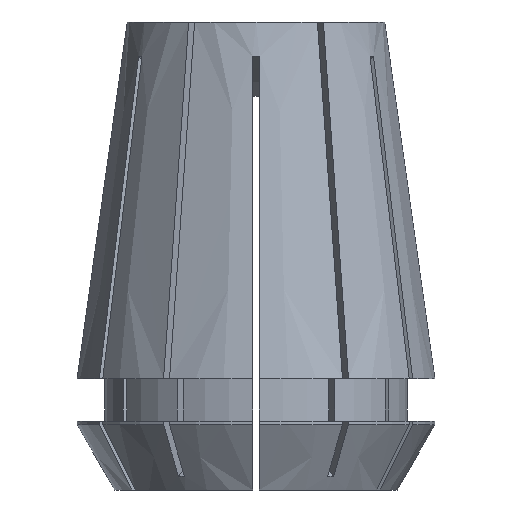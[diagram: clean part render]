
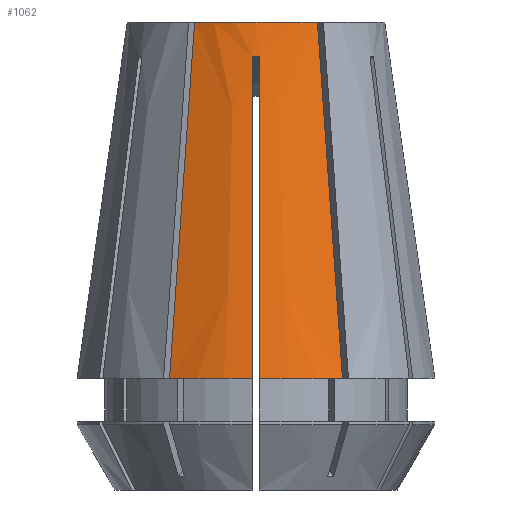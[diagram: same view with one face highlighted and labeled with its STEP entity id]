
A CAD part, front view. The second image highlights one B-rep face of the part: STEP entity #1062.
In plain terms, the highlighted conical face has half-angle 8 degrees and reference radius 13 mm.
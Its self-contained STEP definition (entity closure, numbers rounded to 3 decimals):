
#48 = EDGE_CURVE ( 'NONE', #4277, #2341, #1374, .T. ) ;
#69 = VERTEX_POINT ( 'NONE', #3285 ) ;
#70 = CARTESIAN_POINT ( 'NONE',  ( 6.282, -11.382, -25.9 ) ) ;
#115 = VERTEX_POINT ( 'NONE', #1408 ) ;
#252 = B_SPLINE_CURVE_WITH_KNOTS ( 'NONE', 3,
 ( #2264, #3399, #849, #804, #1914, #3412, #70 ),
 .UNSPECIFIED., .F., .F.,
 ( 4, 3, 4 ),
 ( 0., 0.016, 0.026 ),
 .UNSPECIFIED. ) ;
#259 = ORIENTED_EDGE ( 'NONE', *, *, #915, .T. ) ;
#412 = CARTESIAN_POINT ( 'NONE',  ( 0.25, -9.709, -2.502 ) ) ;
#432 = CARTESIAN_POINT ( 'NONE',  ( -4.462, -8.228, 0. ) ) ;
#505 = CARTESIAN_POINT ( 'NONE',  ( 0.25, -9.709, -2.502 ) ) ;
#530 = DIRECTION ( 'NONE',  ( 1., 0., 0. ) ) ;
#583 = CARTESIAN_POINT ( 'NONE',  ( 0., 0., 0. ) ) ;
#742 = EDGE_CURVE ( 'NONE', #69, #1095, #2166, .T. ) ;
#804 = CARTESIAN_POINT ( 'NONE',  ( 5.606, -10.21, -16.273 ) ) ;
#806 = EDGE_CURVE ( 'NONE', #4056, #3557, #3441, .T. ) ;
#849 = CARTESIAN_POINT ( 'NONE',  ( 5.225, -9.549, -10.849 ) ) ;
#859 = ORIENTED_EDGE ( 'NONE', *, *, #806, .T. ) ;
#915 = EDGE_CURVE ( 'NONE', #2193, #69, #1172, .T. ) ;
#967 = CARTESIAN_POINT ( 'NONE',  ( 6.282, -11.382, -25.9 ) ) ;
#973 = EDGE_LOOP ( 'NONE', ( #3079, #3005, #259, #3000, #4415, #859, #3480, #1473 ) ) ;
#1062 = ADVANCED_FACE ( 'NONE', ( #2617 ), #1127, .T. ) ;
#1095 = VERTEX_POINT ( 'NONE', #3810 ) ;
#1127 = CONICAL_SURFACE ( 'NONE', #4509, 13., 0.14 ) ;
#1159 = CARTESIAN_POINT ( 'NONE',  ( 0.25, -11.902, -18.101 ) ) ;
#1172 = B_SPLINE_CURVE_WITH_KNOTS ( 'NONE', 3,
 ( #2381, #3917, #1669, #2346, #2041, #3109, #4636 ),
 .UNSPECIFIED., .F., .F.,
 ( 4, 3, 4 ),
 ( 0., 0.016, 0.026 ),
 .UNSPECIFIED. ) ;
#1223 = CARTESIAN_POINT ( 'NONE',  ( 0.25, -12.998, -25.9 ) ) ;
#1309 = DIRECTION ( 'NONE',  ( 1., 0., 0. ) ) ;
#1326 = DIRECTION ( 'NONE',  ( 0., 0., 1. ) ) ;
#1374 = CIRCLE ( 'NONE', #3710, 13. ) ;
#1408 = CARTESIAN_POINT ( 'NONE',  ( 4.462, -8.228, 0. ) ) ;
#1473 = ORIENTED_EDGE ( 'NONE', *, *, #48, .T. ) ;
#1617 = CARTESIAN_POINT ( 'NONE',  ( 0.083, -9.713, -2.499 ) ) ;
#1640 = CIRCLE ( 'NONE', #2469, 9.36 ) ;
#1669 = CARTESIAN_POINT ( 'NONE',  ( -5.225, -9.549, -10.849 ) ) ;
#1914 = CARTESIAN_POINT ( 'NONE',  ( 5.831, -10.6, -19.482 ) ) ;
#1953 = AXIS2_PLACEMENT_3D ( 'NONE', #3160, #1326, #530 ) ;
#2005 = CARTESIAN_POINT ( 'NONE',  ( -0.083, -9.713, -2.499 ) ) ;
#2022 = CARTESIAN_POINT ( 'NONE',  ( -0.25, -9.709, -2.502 ) ) ;
#2041 = CARTESIAN_POINT ( 'NONE',  ( -5.831, -10.6, -19.482 ) ) ;
#2131 = EDGE_CURVE ( 'NONE', #115, #2341, #252, .T. ) ;
#2163 = EDGE_CURVE ( 'NONE', #4277, #3557, #3897, .T. ) ;
#2166 = CIRCLE ( 'NONE', #1953, 13. ) ;
#2193 = VERTEX_POINT ( 'NONE', #432 ) ;
#2264 = CARTESIAN_POINT ( 'NONE',  ( 4.462, -8.228, 0. ) ) ;
#2341 = VERTEX_POINT ( 'NONE', #967 ) ;
#2343 = DIRECTION ( 'NONE',  ( -1., 0., 0. ) ) ;
#2346 = CARTESIAN_POINT ( 'NONE',  ( -5.606, -10.21, -16.273 ) ) ;
#2381 = CARTESIAN_POINT ( 'NONE',  ( -4.462, -8.228, 0. ) ) ;
#2469 = AXIS2_PLACEMENT_3D ( 'NONE', #583, #3958, #1309 ) ;
#2617 = FACE_OUTER_BOUND ( 'NONE', #973, .T. ) ;
#2703 = CARTESIAN_POINT ( 'NONE',  ( -0.25, -9.709, -2.502 ) ) ;
#2774 = EDGE_CURVE ( 'NONE', #1095, #4056, #3122, .T. ) ;
#3000 = ORIENTED_EDGE ( 'NONE', *, *, #742, .T. ) ;
#3005 = ORIENTED_EDGE ( 'NONE', *, *, #3061, .F. ) ;
#3018 = CARTESIAN_POINT ( 'NONE',  ( 0.25, -10.805, -10.301 ) ) ;
#3038 = CARTESIAN_POINT ( 'NONE',  ( 0.25, -9.709, -2.502 ) ) ;
#3061 = EDGE_CURVE ( 'NONE', #2193, #115, #1640, .T. ) ;
#3079 = ORIENTED_EDGE ( 'NONE', *, *, #2131, .F. ) ;
#3109 = CARTESIAN_POINT ( 'NONE',  ( -6.057, -10.991, -22.691 ) ) ;
#3122 = B_SPLINE_CURVE_WITH_KNOTS ( 'NONE', 3,
 ( #4121, #4167, #4204, #3807 ),
 .UNSPECIFIED., .F., .F.,
 ( 4, 4 ),
 ( 0.018, 0.042 ),
 .UNSPECIFIED. ) ;
#3160 = CARTESIAN_POINT ( 'NONE',  ( 0., 0., -25.9 ) ) ;
#3285 = CARTESIAN_POINT ( 'NONE',  ( -6.282, -11.382, -25.9 ) ) ;
#3303 = CARTESIAN_POINT ( 'NONE',  ( 0., 0., -25.9 ) ) ;
#3399 = CARTESIAN_POINT ( 'NONE',  ( 4.843, -8.889, -5.424 ) ) ;
#3412 = CARTESIAN_POINT ( 'NONE',  ( 6.057, -10.991, -22.691 ) ) ;
#3441 = B_SPLINE_CURVE_WITH_KNOTS ( 'NONE', 3,
 ( #2022, #2005, #1617, #505 ),
 .UNSPECIFIED., .F., .F.,
 ( 4, 4 ),
 ( 0., 0.001 ),
 .UNSPECIFIED. ) ;
#3480 = ORIENTED_EDGE ( 'NONE', *, *, #2163, .F. ) ;
#3557 = VERTEX_POINT ( 'NONE', #3038 ) ;
#3710 = AXIS2_PLACEMENT_3D ( 'NONE', #3303, #4732, #4397 ) ;
#3786 = CARTESIAN_POINT ( 'NONE',  ( 0., 0., -25.9 ) ) ;
#3807 = CARTESIAN_POINT ( 'NONE',  ( -0.25, -9.709, -2.502 ) ) ;
#3810 = CARTESIAN_POINT ( 'NONE',  ( -0.25, -12.998, -25.9 ) ) ;
#3897 = B_SPLINE_CURVE_WITH_KNOTS ( 'NONE', 3,
 ( #1223, #1159, #3018, #412 ),
 .UNSPECIFIED., .F., .F.,
 ( 4, 4 ),
 ( 0.018, 0.042 ),
 .UNSPECIFIED. ) ;
#3917 = CARTESIAN_POINT ( 'NONE',  ( -4.843, -8.889, -5.424 ) ) ;
#3958 = DIRECTION ( 'NONE',  ( 0., 0., 1. ) ) ;
#4056 = VERTEX_POINT ( 'NONE', #2703 ) ;
#4121 = CARTESIAN_POINT ( 'NONE',  ( -0.25, -12.998, -25.9 ) ) ;
#4167 = CARTESIAN_POINT ( 'NONE',  ( -0.25, -11.902, -18.101 ) ) ;
#4192 = DIRECTION ( 'NONE',  ( 0., 0., -1. ) ) ;
#4204 = CARTESIAN_POINT ( 'NONE',  ( -0.25, -10.805, -10.301 ) ) ;
#4225 = CARTESIAN_POINT ( 'NONE',  ( 0.25, -12.998, -25.9 ) ) ;
#4277 = VERTEX_POINT ( 'NONE', #4225 ) ;
#4397 = DIRECTION ( 'NONE',  ( 1., 0., 0. ) ) ;
#4415 = ORIENTED_EDGE ( 'NONE', *, *, #2774, .T. ) ;
#4509 = AXIS2_PLACEMENT_3D ( 'NONE', #3786, #4192, #2343 ) ;
#4636 = CARTESIAN_POINT ( 'NONE',  ( -6.282, -11.382, -25.9 ) ) ;
#4732 = DIRECTION ( 'NONE',  ( 0., 0., 1. ) ) ;
